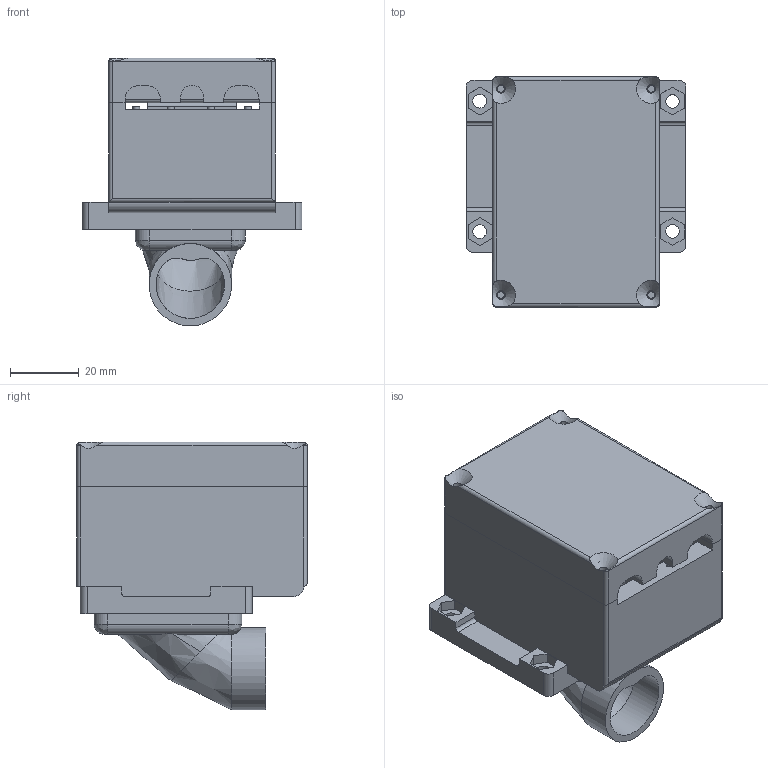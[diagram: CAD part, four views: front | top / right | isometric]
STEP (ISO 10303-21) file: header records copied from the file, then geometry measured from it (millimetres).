
FILE_DESCRIPTION(/* description */ (''),/* implementation_level */ '2;1');
FILE_NAME(/* name */ 'Faraday Spine R1 ESC.stp',/* time_stamp */ '2015-10-24T16:54:30+02:00',/* author */ (''),/* organization */ (''),/* preprocessor_version */ 'ST-DEVELOPER v15.2',/* originating_system */ 'Autodesk Translator Framework v2.0.0.5431',/* authorisation */ '');
FILE_SCHEMA (('AUTOMOTIVE_DESIGN { 1 0 10303 214 3 1 1 }'));
Length unit declared in the file: centimetre
Products named in the file (1): Faraday Spine R1 ESC
Bounding box: 64 x 67 x 78 mm (x, y, z)
Volume: 71724.7 mm3; surface area: 42891.6 mm2
Topology: 3 solids, 3 shells, 313 faces, 844 edges, 544 vertices
Faces by surface type: plane 167, cylinder 106, bspline 20, sphere 10, torus 6, cone 4
Full cylindrical faces by diameter (mm): 2 x8, 2.5 x4, 4 x4, 20 x1, 24 x3
Entity records: 10801 total; most frequent: CARTESIAN_POINT 3074, ORIENTED_EDGE 1610, DIRECTION 1555, EDGE_CURVE 805, VERTEX_POINT 533, LINE 525, VECTOR 525, AXIS2_PLACEMENT_3D 515
